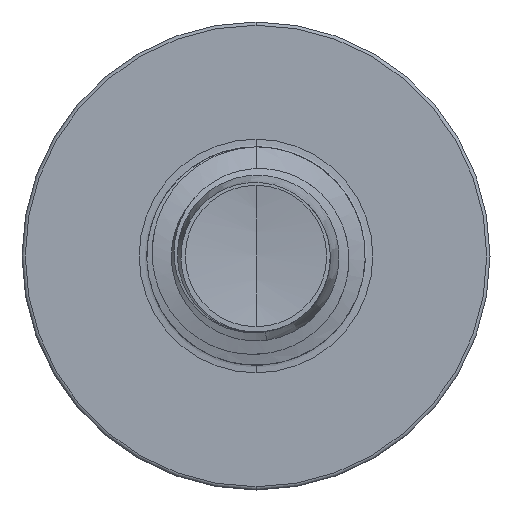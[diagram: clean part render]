
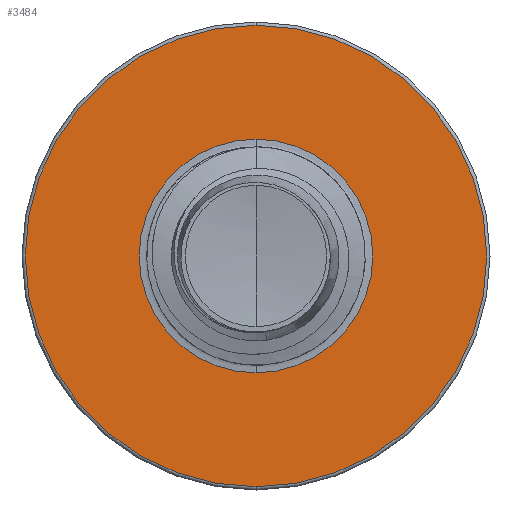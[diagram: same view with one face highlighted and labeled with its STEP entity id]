
A CAD part, front view. The second image highlights one B-rep face of the part: STEP entity #3484.
In plain terms, the highlighted planar face has unit normal (0, -1, 0).
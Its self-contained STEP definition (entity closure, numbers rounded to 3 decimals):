
#141 = CARTESIAN_POINT ( 'NONE',  ( 0., 7.5, 0. ) ) ;
#973 = AXIS2_PLACEMENT_3D ( 'NONE', #1749, #13714, #3473 ) ;
#1358 = CARTESIAN_POINT ( 'NONE',  ( 0., 7.5, -1.872 ) ) ;
#1749 = CARTESIAN_POINT ( 'NONE',  ( 0., 7.5, 0. ) ) ;
#1785 = CARTESIAN_POINT ( 'NONE',  ( 0., 7.5, 0. ) ) ;
#1846 = DIRECTION ( 'NONE',  ( 0., 0., 1. ) ) ;
#2473 = VERTEX_POINT ( 'NONE', #20408 ) ;
#2899 = EDGE_LOOP ( 'NONE', ( #6373, #3915 ) ) ;
#3068 = DIRECTION ( 'NONE',  ( 0., 1., 0. ) ) ;
#3473 = DIRECTION ( 'NONE',  ( 0., 0., 1. ) ) ;
#3484 = ADVANCED_FACE ( 'NONE', ( #8886, #13456 ), #8055, .F. ) ;
#3507 = DIRECTION ( 'NONE',  ( 0., 0., 1. ) ) ;
#3915 = ORIENTED_EDGE ( 'NONE', *, *, #14782, .T. ) ;
#4132 = AXIS2_PLACEMENT_3D ( 'NONE', #1358, #3068, #15044 ) ;
#4207 = CIRCLE ( 'NONE', #15598, 3.698 ) ;
#4381 = EDGE_LOOP ( 'NONE', ( #19415, #20453 ) ) ;
#4771 = VERTEX_POINT ( 'NONE', #21537 ) ;
#4791 = CIRCLE ( 'NONE', #20961, 3.698 ) ;
#6373 = ORIENTED_EDGE ( 'NONE', *, *, #6576, .T. ) ;
#6532 = DIRECTION ( 'NONE',  ( 0., 1., 0. ) ) ;
#6576 = EDGE_CURVE ( 'NONE', #4771, #7446, #19838, .T. ) ;
#7446 = VERTEX_POINT ( 'NONE', #17714 ) ;
#8055 = PLANE ( 'NONE',  #4132 ) ;
#8430 = EDGE_CURVE ( 'NONE', #2473, #20444, #4791, .T. ) ;
#8886 = FACE_OUTER_BOUND ( 'NONE', #4381, .T. ) ;
#12077 = DIRECTION ( 'NONE',  ( 0., 1., 0. ) ) ;
#13456 = FACE_BOUND ( 'NONE', #2899, .T. ) ;
#13631 = EDGE_CURVE ( 'NONE', #20444, #2473, #4207, .T. ) ;
#13714 = DIRECTION ( 'NONE',  ( 0., 1., 0. ) ) ;
#13752 = DIRECTION ( 'NONE',  ( 0., 1., 0. ) ) ;
#14111 = CIRCLE ( 'NONE', #973, 1.872 ) ;
#14782 = EDGE_CURVE ( 'NONE', #7446, #4771, #14111, .T. ) ;
#15044 = DIRECTION ( 'NONE',  ( 0., 0., 1. ) ) ;
#15598 = AXIS2_PLACEMENT_3D ( 'NONE', #141, #12077, #1846 ) ;
#16789 = CARTESIAN_POINT ( 'NONE',  ( 0., 7.5, 0. ) ) ;
#17714 = CARTESIAN_POINT ( 'NONE',  ( 0., 7.5, -1.872 ) ) ;
#18514 = DIRECTION ( 'NONE',  ( 0., 0., 1. ) ) ;
#18910 = AXIS2_PLACEMENT_3D ( 'NONE', #1785, #13752, #3507 ) ;
#19415 = ORIENTED_EDGE ( 'NONE', *, *, #13631, .F. ) ;
#19838 = CIRCLE ( 'NONE', #18910, 1.872 ) ;
#20408 = CARTESIAN_POINT ( 'NONE',  ( 0., 7.5, -3.697 ) ) ;
#20444 = VERTEX_POINT ( 'NONE', #21806 ) ;
#20453 = ORIENTED_EDGE ( 'NONE', *, *, #8430, .F. ) ;
#20961 = AXIS2_PLACEMENT_3D ( 'NONE', #16789, #6532, #18514 ) ;
#21537 = CARTESIAN_POINT ( 'NONE',  ( 0., 7.5, 1.872 ) ) ;
#21806 = CARTESIAN_POINT ( 'NONE',  ( 0., 7.5, 3.698 ) ) ;
